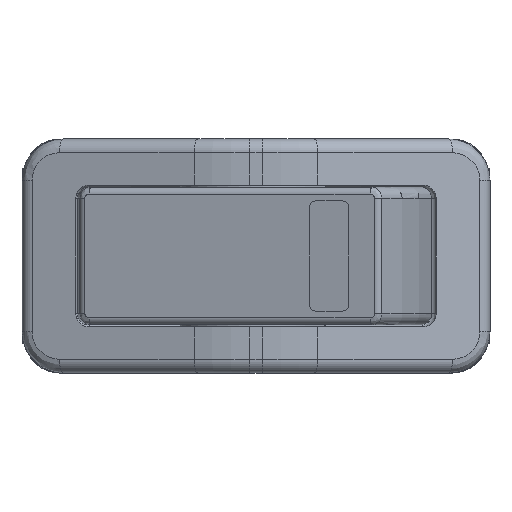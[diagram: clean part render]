
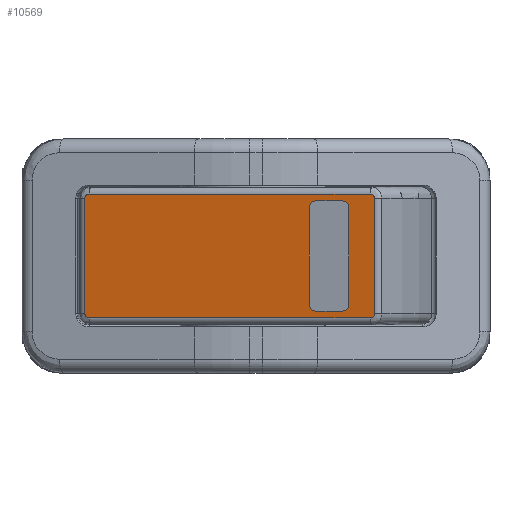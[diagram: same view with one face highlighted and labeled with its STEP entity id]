
A CAD part, front view. The second image highlights one B-rep face of the part: STEP entity #10569.
In plain terms, the highlighted planar face has unit normal (-0.27, -0.963, 0).
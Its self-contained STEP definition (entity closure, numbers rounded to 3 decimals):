
#82=B_SPLINE_CURVE_WITH_KNOTS('',3,(#15182,#15183,#15184,#15185,#15186,
#15187),.UNSPECIFIED.,.F.,.F.,(4,1,1,4),(-0.049,-0.035,
-0.021,0.),.UNSPECIFIED.);
#87=B_SPLINE_CURVE_WITH_KNOTS('',3,(#15248,#15249,#15250,#15251,#15252,
#15253),.UNSPECIFIED.,.F.,.F.,(4,1,1,4),(0.,0.021,0.035,
0.049),.UNSPECIFIED.);
#88=B_SPLINE_CURVE_WITH_KNOTS('',3,(#15257,#15258,#15259,#15260,#15261,
#15262),.UNSPECIFIED.,.F.,.F.,(4,1,1,4),(-0.049,-0.035,
-0.021,0.),.UNSPECIFIED.);
#89=B_SPLINE_CURVE_WITH_KNOTS('',3,(#15265,#15266,#15267,#15268,#15269,
#15270),.UNSPECIFIED.,.F.,.F.,(4,1,1,4),(0.,0.021,0.035,
0.049),.UNSPECIFIED.);
#138=FACE_BOUND('',#1268,.T.);
#206=PLANE('',#11228);
#689=FACE_OUTER_BOUND('',#1267,.T.);
#1267=EDGE_LOOP('',(#7547,#7548,#7549,#7550,#7551,#7552,#7553,#7554));
#1268=EDGE_LOOP('',(#7555,#7556,#7557,#7558,#7559,#7560,#7561,#7562));
#1881=LINE('',#14960,#3175);
#1882=LINE('',#14964,#3176);
#1883=LINE('',#14968,#3177);
#1884=LINE('',#14972,#3178);
#1951=LINE('',#15242,#3245);
#1952=LINE('',#15246,#3246);
#1953=LINE('',#15255,#3247);
#1954=LINE('',#15264,#3248);
#3175=VECTOR('',#12107,10.);
#3176=VECTOR('',#12110,10.);
#3177=VECTOR('',#12113,10.);
#3178=VECTOR('',#12116,10.);
#3245=VECTOR('',#12257,10.);
#3246=VECTOR('',#12262,10.);
#3247=VECTOR('',#12263,10.);
#3248=VECTOR('',#12264,10.);
#4461=CIRCLE('',#11187,0.5);
#4462=CIRCLE('',#11188,0.5);
#4463=CIRCLE('',#11189,0.5);
#4464=CIRCLE('',#11190,0.5);
#4686=VERTEX_POINT('',#14958);
#4687=VERTEX_POINT('',#14959);
#4688=VERTEX_POINT('',#14961);
#4689=VERTEX_POINT('',#14963);
#4690=VERTEX_POINT('',#14965);
#4691=VERTEX_POINT('',#14967);
#4692=VERTEX_POINT('',#14969);
#4693=VERTEX_POINT('',#14971);
#4759=VERTEX_POINT('',#15179);
#4760=VERTEX_POINT('',#15181);
#4773=VERTEX_POINT('',#15241);
#4774=VERTEX_POINT('',#15245);
#4775=VERTEX_POINT('',#15247);
#4776=VERTEX_POINT('',#15254);
#4777=VERTEX_POINT('',#15256);
#4778=VERTEX_POINT('',#15263);
#5748=EDGE_CURVE('',#4686,#4687,#1881,.T.);
#5749=EDGE_CURVE('',#4688,#4686,#4461,.T.);
#5750=EDGE_CURVE('',#4689,#4688,#1882,.T.);
#5751=EDGE_CURVE('',#4690,#4689,#4462,.T.);
#5752=EDGE_CURVE('',#4691,#4690,#1883,.T.);
#5753=EDGE_CURVE('',#4692,#4691,#4463,.T.);
#5754=EDGE_CURVE('',#4693,#4692,#1884,.T.);
#5755=EDGE_CURVE('',#4687,#4693,#4464,.T.);
#5833=EDGE_CURVE('',#4759,#4760,#82,.T.);
#5850=EDGE_CURVE('',#4760,#4773,#1951,.T.);
#5852=EDGE_CURVE('',#4774,#4759,#1952,.T.);
#5853=EDGE_CURVE('',#4775,#4774,#87,.T.);
#5854=EDGE_CURVE('',#4776,#4775,#1953,.T.);
#5855=EDGE_CURVE('',#4777,#4776,#88,.T.);
#5856=EDGE_CURVE('',#4778,#4777,#1954,.T.);
#5857=EDGE_CURVE('',#4773,#4778,#89,.T.);
#7547=ORIENTED_EDGE('',*,*,#5833,.F.);
#7548=ORIENTED_EDGE('',*,*,#5852,.F.);
#7549=ORIENTED_EDGE('',*,*,#5853,.F.);
#7550=ORIENTED_EDGE('',*,*,#5854,.F.);
#7551=ORIENTED_EDGE('',*,*,#5855,.F.);
#7552=ORIENTED_EDGE('',*,*,#5856,.F.);
#7553=ORIENTED_EDGE('',*,*,#5857,.F.);
#7554=ORIENTED_EDGE('',*,*,#5850,.F.);
#7555=ORIENTED_EDGE('',*,*,#5754,.T.);
#7556=ORIENTED_EDGE('',*,*,#5753,.T.);
#7557=ORIENTED_EDGE('',*,*,#5752,.T.);
#7558=ORIENTED_EDGE('',*,*,#5751,.T.);
#7559=ORIENTED_EDGE('',*,*,#5750,.T.);
#7560=ORIENTED_EDGE('',*,*,#5749,.T.);
#7561=ORIENTED_EDGE('',*,*,#5748,.T.);
#7562=ORIENTED_EDGE('',*,*,#5755,.T.);
#10569=ADVANCED_FACE('',(#689,#138),#206,.T.);
#11187=AXIS2_PLACEMENT_3D('',#14962,#12108,#12109);
#11188=AXIS2_PLACEMENT_3D('',#14966,#12111,#12112);
#11189=AXIS2_PLACEMENT_3D('',#14970,#12114,#12115);
#11190=AXIS2_PLACEMENT_3D('',#14973,#12117,#12118);
#11228=AXIS2_PLACEMENT_3D('',#15244,#12260,#12261);
#12107=DIRECTION('',(0.963,-0.27,0.));
#12108=DIRECTION('center_axis',(0.27,0.963,0.));
#12109=DIRECTION('ref_axis',(0.,0.,
1.));
#12110=DIRECTION('',(0.,0.,1.));
#12111=DIRECTION('center_axis',(0.27,0.963,0.));
#12112=DIRECTION('ref_axis',(-0.963,0.27,0.));
#12113=DIRECTION('',(-0.963,0.27,0.));
#12114=DIRECTION('center_axis',(0.27,0.963,0.));
#12115=DIRECTION('ref_axis',(0.,0.,
-1.));
#12116=DIRECTION('',(0.,0.,-1.));
#12117=DIRECTION('center_axis',(0.27,0.963,0.));
#12118=DIRECTION('ref_axis',(0.963,-0.27,0.));
#12257=DIRECTION('',(0.963,-0.27,0.));
#12260=DIRECTION('center_axis',(-0.27,-0.963,0.));
#12261=DIRECTION('ref_axis',(-0.963,0.27,0.));
#12262=DIRECTION('',(0.,0.,1.));
#12263=DIRECTION('',(-0.963,0.27,0.));
#12264=DIRECTION('',(0.,0.,-1.));
#14958=CARTESIAN_POINT('',(4.346,-30.889,4.));
#14959=CARTESIAN_POINT('',(6.272,-31.428,4.));
#14960=CARTESIAN_POINT('',(6.633,-31.529,4.));
#14961=CARTESIAN_POINT('',(3.864,-30.754,3.5));
#14962=CARTESIAN_POINT('Origin',(4.346,-30.889,3.5));
#14963=CARTESIAN_POINT('',(3.864,-30.754,-3.5));
#14964=CARTESIAN_POINT('',(3.864,-30.754,-1.75));
#14965=CARTESIAN_POINT('',(4.346,-30.889,-4.));
#14966=CARTESIAN_POINT('Origin',(4.346,-30.889,-3.5));
#14967=CARTESIAN_POINT('',(6.272,-31.428,-4.));
#14968=CARTESIAN_POINT('',(7.596,-31.799,-4.));
#14969=CARTESIAN_POINT('',(6.753,-31.563,-3.5));
#14970=CARTESIAN_POINT('Origin',(6.272,-31.428,-3.5));
#14971=CARTESIAN_POINT('',(6.753,-31.563,3.5));
#14972=CARTESIAN_POINT('',(6.753,-31.563,1.75));
#14973=CARTESIAN_POINT('Origin',(6.272,-31.428,3.5));
#15179=CARTESIAN_POINT('',(-12.432,-26.19,4.2));
#15181=CARTESIAN_POINT('',(-12.117,-26.279,4.5));
#15182=CARTESIAN_POINT('Ctrl Pts',(-12.432,-26.19,
4.2));
#15183=CARTESIAN_POINT('Ctrl Pts',(-12.432,-26.19,
4.247));
#15184=CARTESIAN_POINT('Ctrl Pts',(-12.408,-26.197,
4.34));
#15185=CARTESIAN_POINT('Ctrl Pts',(-12.298,-26.228,
4.465));
#15186=CARTESIAN_POINT('Ctrl Pts',(-12.185,-26.26,
4.5));
#15187=CARTESIAN_POINT('Ctrl Pts',(-12.117,-26.279,4.5));
#15241=CARTESIAN_POINT('',(8.29,-31.993,4.5));
#15242=CARTESIAN_POINT('',(3.503,-30.653,4.5));
#15244=CARTESIAN_POINT('Origin',(8.92,-32.17,0.));
#15245=CARTESIAN_POINT('',(-12.432,-26.19,-4.2));
#15246=CARTESIAN_POINT('',(-12.432,-26.19,0.));
#15247=CARTESIAN_POINT('',(-12.117,-26.279,-4.5));
#15248=CARTESIAN_POINT('Ctrl Pts',(-12.117,-26.279,-4.5));
#15249=CARTESIAN_POINT('Ctrl Pts',(-12.185,-26.26,
-4.5));
#15250=CARTESIAN_POINT('Ctrl Pts',(-12.298,-26.228,
-4.465));
#15251=CARTESIAN_POINT('Ctrl Pts',(-12.408,-26.197,
-4.34));
#15252=CARTESIAN_POINT('Ctrl Pts',(-12.432,-26.19,
-4.247));
#15253=CARTESIAN_POINT('Ctrl Pts',(-12.432,-26.19,
-4.2));
#15254=CARTESIAN_POINT('',(8.29,-31.993,-4.5));
#15255=CARTESIAN_POINT('',(3.503,-30.653,-4.5));
#15256=CARTESIAN_POINT('',(8.605,-32.081,-4.2));
#15257=CARTESIAN_POINT('Ctrl Pts',(8.605,-32.081,-4.2));
#15258=CARTESIAN_POINT('Ctrl Pts',(8.605,-32.081,-4.247));
#15259=CARTESIAN_POINT('Ctrl Pts',(8.581,-32.075,-4.34));
#15260=CARTESIAN_POINT('Ctrl Pts',(8.471,-32.044,-4.465));
#15261=CARTESIAN_POINT('Ctrl Pts',(8.358,-32.012,-4.5));
#15262=CARTESIAN_POINT('Ctrl Pts',(8.29,-31.993,-4.5));
#15263=CARTESIAN_POINT('',(8.605,-32.081,4.2));
#15264=CARTESIAN_POINT('',(8.605,-32.081,0.));
#15265=CARTESIAN_POINT('Ctrl Pts',(8.29,-31.993,4.5));
#15266=CARTESIAN_POINT('Ctrl Pts',(8.358,-32.012,4.5));
#15267=CARTESIAN_POINT('Ctrl Pts',(8.471,-32.044,4.465));
#15268=CARTESIAN_POINT('Ctrl Pts',(8.581,-32.075,4.34));
#15269=CARTESIAN_POINT('Ctrl Pts',(8.605,-32.081,4.247));
#15270=CARTESIAN_POINT('Ctrl Pts',(8.605,-32.081,4.2));
